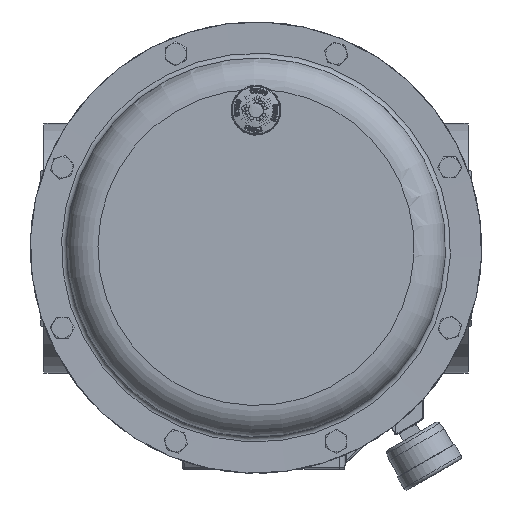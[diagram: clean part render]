
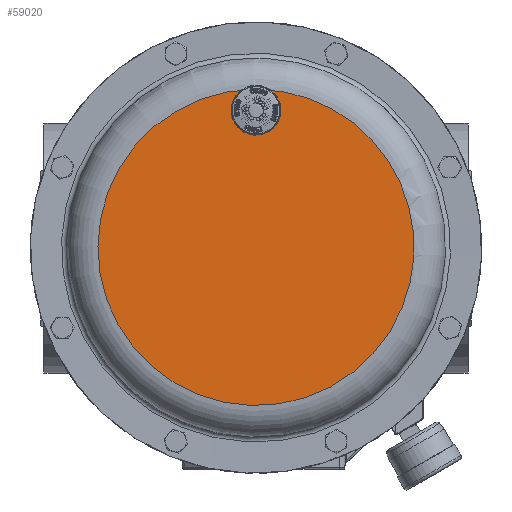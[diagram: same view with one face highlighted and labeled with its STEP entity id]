
A CAD part, top view. The second image highlights one B-rep face of the part: STEP entity #59020.
In plain terms, the highlighted planar face has unit normal (0, 0, 1).
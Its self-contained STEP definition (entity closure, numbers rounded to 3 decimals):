
#13700=FACE_OUTER_BOUND('',#17185,.T.);
#17185=EDGE_LOOP('',(#46837,#46838,#46839,#46840));
#19837=CIRCLE('',#63200,13.05);
#19873=CIRCLE('',#63243,98.);
#19875=CIRCLE('',#63245,98.);
#20067=CIRCLE('',#63514,13.05);
#24327=VERTEX_POINT('',#114217);
#24328=VERTEX_POINT('',#114225);
#24415=VERTEX_POINT('',#115750);
#24416=VERTEX_POINT('',#115752);
#31454=EDGE_CURVE('',#24327,#24328,#19837,.T.);
#31552=EDGE_CURVE('',#24415,#24416,#19873,.T.);
#31554=EDGE_CURVE('',#24327,#24415,#19875,.T.);
#31827=EDGE_CURVE('',#24328,#24416,#20067,.T.);
#46837=ORIENTED_EDGE('',*,*,#31554,.F.);
#46838=ORIENTED_EDGE('',*,*,#31454,.T.);
#46839=ORIENTED_EDGE('',*,*,#31827,.T.);
#46840=ORIENTED_EDGE('',*,*,#31552,.F.);
#53161=PLANE('',#63975);
#59020=ADVANCED_FACE('',(#13700),#53161,.F.);
#63200=AXIS2_PLACEMENT_3D('',#114232,#74125,#74126);
#63243=AXIS2_PLACEMENT_3D('',#115753,#74221,#74222);
#63245=AXIS2_PLACEMENT_3D('',#115755,#74225,#74226);
#63514=AXIS2_PLACEMENT_3D('',#116347,#74828,#74829);
#63975=AXIS2_PLACEMENT_3D('',#118335,#75974,#75975);
#74125=DIRECTION('center_axis',(0.,0.,
-1.));
#74126=DIRECTION('ref_axis',(-0.924,0.383,0.));
#74221=DIRECTION('center_axis',(0.,0.,
-1.));
#74222=DIRECTION('ref_axis',(-0.924,0.383,0.));
#74225=DIRECTION('center_axis',(0.,0.,
-1.));
#74226=DIRECTION('ref_axis',(-0.924,0.383,0.));
#74828=DIRECTION('center_axis',(0.,0.,
-1.));
#74829=DIRECTION('ref_axis',(-0.924,0.383,0.));
#75974=DIRECTION('center_axis',(0.,0.,
-1.));
#75975=DIRECTION('ref_axis',(-0.924,0.383,0.));
#114217=CARTESIAN_POINT('',(1.225,97.992,354.));
#114225=CARTESIAN_POINT('',(0.,71.95,354.));
#114232=CARTESIAN_POINT('Origin',(0.,85.,
354.));
#115750=CARTESIAN_POINT('',(90.54,-37.503,354.));
#115752=CARTESIAN_POINT('',(-1.225,97.992,354.));
#115753=CARTESIAN_POINT('Origin',(0.,0.,
354.));
#115755=CARTESIAN_POINT('Origin',(0.,0.,
354.));
#116347=CARTESIAN_POINT('Origin',(0.,85.,
354.));
#118335=CARTESIAN_POINT('Origin',(0.,0.,
354.));
